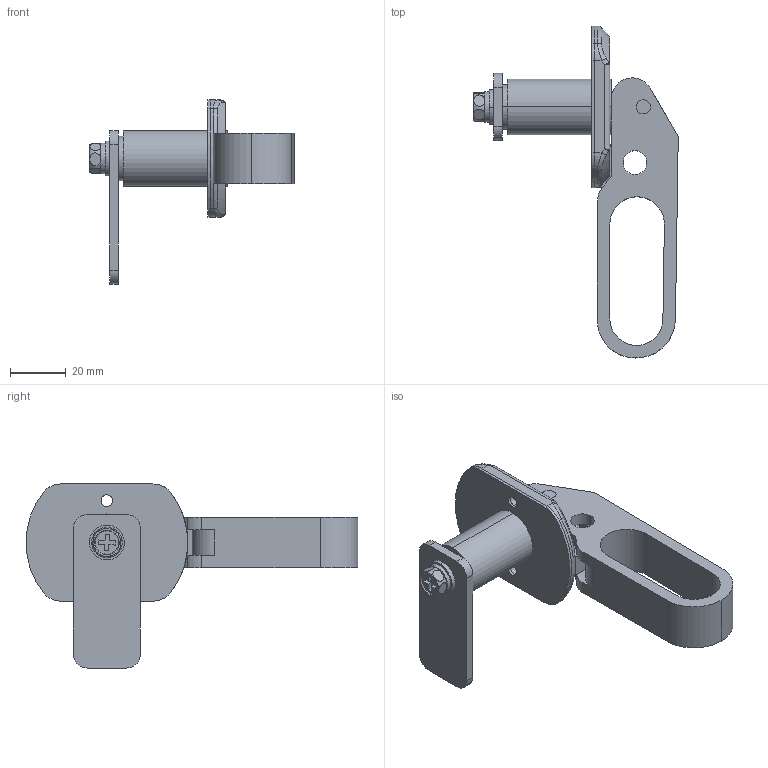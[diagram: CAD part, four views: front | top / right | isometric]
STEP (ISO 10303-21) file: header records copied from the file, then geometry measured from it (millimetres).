
FILE_DESCRIPTION (( 'STEP AP203' ), '1' );
FILE_NAME ('AP-201-D.STEP', '2011-11-18T06:29:15', ( '11sw' ), ( 'タキゲン製造株式会社' ), 'SwSTEP 2.0', 'SolidWorks 2011', '' );
FILE_SCHEMA (( 'CONFIG_CONTROL_DESIGN' ));
Length unit declared in the file: millimetre
Products named in the file (10): AP-201-Dパッキン_; AP-201-Dベース_; AP-201-Dハンドル_; AP-201-D; AP-201-D僴儞僪儖幉_SLDPRT; AP-201-D掛け金_; AP-201-D儚僢僔儍乕_; スプリングワッシャーM6_JIS B 1251 No.2 6; 廫帤寠晅偒榋妏儃儖僩M6_M6亊12; AP-201-D軸_
Assembly tree (9 placements, depth 2):
  AP-201-D
    AP-201-Dハンドル_
    AP-201-D掛け金_
    AP-201-D儚僢僔儍乕_
    スプリングワッシャーM6_JIS B 1251 No.2 6
    AP-201-D僴儞僪儖幉_SLDPRT
    廫帤寠晅偒榋妏儃儖僩M6_M6亊12
    AP-201-D軸_
    AP-201-Dパッキン_
    AP-201-Dベース_
Bounding box: 73.3 x 119 x 66 mm (x, y, z)
Volume: 47183.2 mm3; surface area: 32055.5 mm2
Topology: 9 solids, 9 shells, 220 faces, 542 edges, 340 vertices
Faces by surface type: plane 97, cylinder 82, bspline 16, cone 14, torus 11
Entity records: 8363 total; most frequent: CARTESIAN_POINT 2074, DIRECTION 1115, ORIENTED_EDGE 1072, EDGE_CURVE 536, AXIS2_PLACEMENT_3D 421, VERTEX_POINT 340, VECTOR 273, LINE 273
